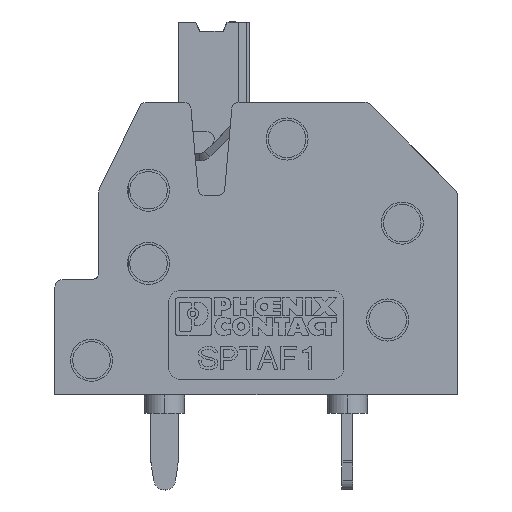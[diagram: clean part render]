
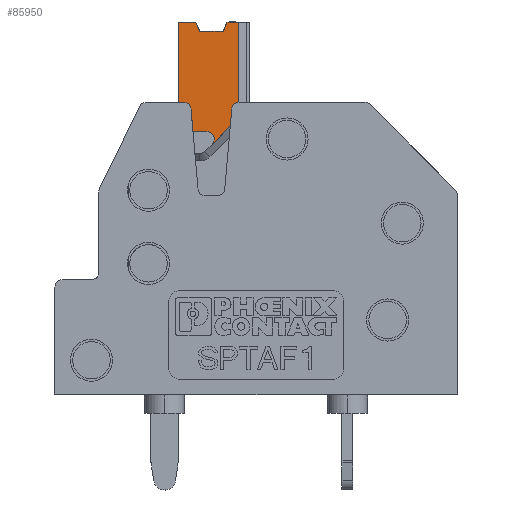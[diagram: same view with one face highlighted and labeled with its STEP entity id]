
A CAD part, left-side view. The second image highlights one B-rep face of the part: STEP entity #85950.
In plain terms, the highlighted face is planar.
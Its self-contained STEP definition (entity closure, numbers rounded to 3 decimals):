
#74910=CARTESIAN_POINT('',(-8.9,6.859,
9.35));
#74920=VERTEX_POINT('',#74910);
#75000=CARTESIAN_POINT('',(-9.041,7.2,
9.35));
#75010=VERTEX_POINT('',#75000);
#75040=CARTESIAN_POINT('',(-9.041,7.,
9.35));
#75050=DIRECTION('',(0.,0.,-1.));
#75060=DIRECTION('',(-1.,0.,0.));
#75070=AXIS2_PLACEMENT_3D('',#75040,#75050,#75060);
#75080=CIRCLE('',#75070,0.2);
#75090=EDGE_CURVE('',#75010,#74920,#75080,.T.);
#76090=CARTESIAN_POINT('',(-9.245,9.95,
9.35));
#76100=VERTEX_POINT('',#76090);
#76130=CARTESIAN_POINT('',(-5.946,1.785,
9.35));
#76140=DIRECTION('',(-0.375,0.927,
0.));
#76150=VECTOR('',#76140,1.);
#76160=LINE('',#76130,#76150);
#76170=CARTESIAN_POINT('',(-9.346,10.2,9.35));
#76180=VERTEX_POINT('',#76170);
#76190=EDGE_CURVE('',#76100,#76180,#76160,.T.);
#76550=CARTESIAN_POINT('',(-8.17,10.2,9.35));
#76560=VERTEX_POINT('',#76550);
#76590=CARTESIAN_POINT('',(-3.052,10.2,9.35));
#76600=DIRECTION('',(1.,0.,0.));
#76610=VECTOR('',#76600,1.);
#76620=LINE('',#76590,#76610);
#76630=CARTESIAN_POINT('',(-8.494,10.2,9.35));
#76640=VERTEX_POINT('',#76630);
#76650=EDGE_CURVE('',#76640,#76560,#76620,.T.);
#78580=CARTESIAN_POINT('',(-3.052,10.2,9.35));
#78590=DIRECTION('',(-1.,0.,0.));
#78600=VECTOR('',#78590,1.);
#78610=LINE('',#78580,#78600);
#78620=CARTESIAN_POINT('',(-9.82,10.2,9.35));
#78630=VERTEX_POINT('',#78620);
#78640=EDGE_CURVE('',#76180,#78630,#78610,.T.);
#79680=CARTESIAN_POINT('',(-9.82,0.505,
9.35));
#79690=DIRECTION('',(0.,1.,0.));
#79700=VECTOR('',#79690,1.);
#79710=LINE('',#79680,#79700);
#79720=CARTESIAN_POINT('',(-9.82,7.2,
9.35));
#79730=VERTEX_POINT('',#79720);
#79740=EDGE_CURVE('',#79730,#78630,#79710,.T.);
#81540=CARTESIAN_POINT('',(-2.014,7.2,
9.35));
#81550=DIRECTION('',(1.,0.,0.));
#81560=VECTOR('',#81550,1.);
#81570=LINE('',#81540,#81560);
#81580=EDGE_CURVE('',#79730,#75010,#81570,.T.);
#82510=CARTESIAN_POINT('',(-3.696,12.062,
9.35));
#82520=DIRECTION('',(0.707,0.707,
0.));
#82530=VECTOR('',#82520,1.);
#82540=LINE('',#82510,#82530);
#82550=CARTESIAN_POINT('',(-8.229,7.53,
9.35));
#82560=VERTEX_POINT('',#82550);
#82570=EDGE_CURVE('',#74920,#82560,#82540,.T.);
#83090=CARTESIAN_POINT('',(-8.17,7.671,
9.35));
#83100=VERTEX_POINT('',#83090);
#83130=CARTESIAN_POINT('',(-8.17,0.989,
9.35));
#83140=DIRECTION('',(0.,-1.,0.));
#83150=VECTOR('',#83140,1.);
#83160=LINE('',#83130,#83150);
#83170=EDGE_CURVE('',#76560,#83100,#83160,.T.);
#85220=CARTESIAN_POINT('',(-8.595,9.95,
9.35));
#85230=VERTEX_POINT('',#85220);
#85280=CARTESIAN_POINT('',(-2.966,9.95,
9.35));
#85290=DIRECTION('',(1.,0.,0.));
#85300=VECTOR('',#85290,1.);
#85310=LINE('',#85280,#85300);
#85320=EDGE_CURVE('',#76100,#85230,#85310,.T.);
#85660=CARTESIAN_POINT('',(-7.553,9.326,
9.35));
#85670=DIRECTION('',(0.,0.,-1.));
#85680=DIRECTION('',(-0.945,-0.327,
0.));
#85690=AXIS2_PLACEMENT_3D('',#85660,#85670,#85680);
#85700=PLANE('',#85690);
#85710=ORIENTED_EDGE('',*,*,#78640,.T.);
#85720=ORIENTED_EDGE('',*,*,#76190,.T.);
#85730=ORIENTED_EDGE('',*,*,#85320,.F.);
#85740=CARTESIAN_POINT('',(-12.869,-0.628,
9.35));
#85750=DIRECTION('',(-0.375,-0.927,
0.));
#85760=VECTOR('',#85750,1.);
#85770=LINE('',#85740,#85760);
#85780=EDGE_CURVE('',#76640,#85230,#85770,.T.);
#85790=ORIENTED_EDGE('',*,*,#85780,.T.);
#85800=ORIENTED_EDGE('',*,*,#76650,.F.);
#85810=ORIENTED_EDGE('',*,*,#83170,.F.);
#85820=CARTESIAN_POINT('',(-8.37,7.671,
9.35));
#85830=DIRECTION('',(0.,0.,-1.));
#85840=DIRECTION('',(0.327,-0.945,
0.));
#85850=AXIS2_PLACEMENT_3D('',#85820,#85830,#85840);
#85860=CIRCLE('',#85850,0.2);
#85870=EDGE_CURVE('',#83100,#82560,#85860,.T.);
#85880=ORIENTED_EDGE('',*,*,#85870,.F.);
#85890=ORIENTED_EDGE('',*,*,#82570,.T.);
#85900=ORIENTED_EDGE('',*,*,#75090,.T.);
#85910=ORIENTED_EDGE('',*,*,#81580,.T.);
#85920=ORIENTED_EDGE('',*,*,#79740,.F.);
#85930=EDGE_LOOP('',(#85920,#85910,#85900,#85890,#85880,#85810,#85800,
#85790,#85730,#85720,#85710));
#85940=FACE_OUTER_BOUND('',#85930,.T.);
#85950=ADVANCED_FACE('',(#85940),#85700,.F.);
